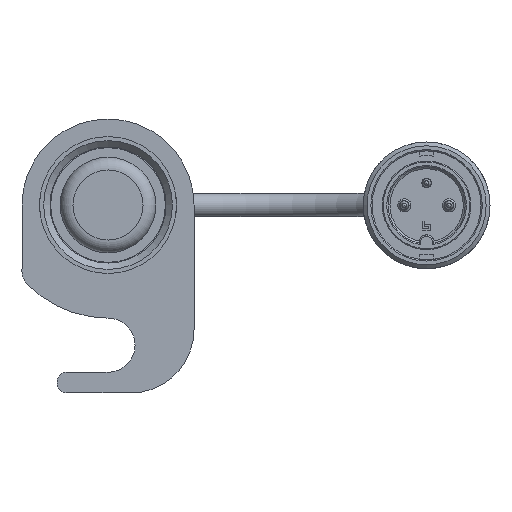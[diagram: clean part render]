
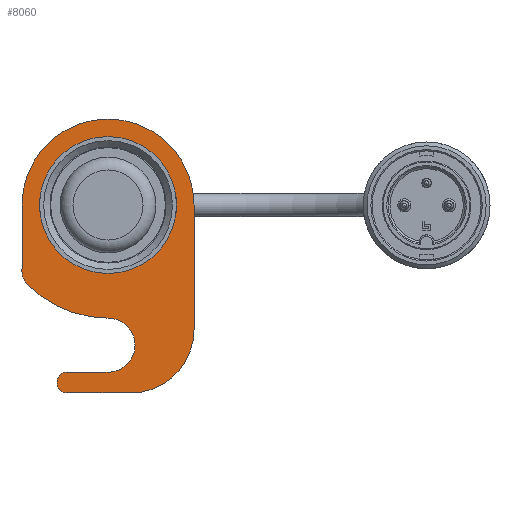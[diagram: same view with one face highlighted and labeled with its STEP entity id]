
A CAD part, left-side view. The second image highlights one B-rep face of the part: STEP entity #8060.
In plain terms, the highlighted planar face has unit normal (-1, 0, 0).
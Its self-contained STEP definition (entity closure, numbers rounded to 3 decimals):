
#710=LINE('',#13915,#1394);
#714=LINE('',#13927,#1398);
#718=LINE('',#13939,#1402);
#722=LINE('',#13951,#1406);
#726=LINE('',#13962,#1410);
#1394=VECTOR('',#11095,10.);
#1398=VECTOR('',#11107,10.);
#1402=VECTOR('',#11119,10.);
#1406=VECTOR('',#11131,10.);
#1410=VECTOR('',#11143,10.);
#1774=PLANE('',#8877);
#1872=FACE_BOUND('',#2809,.T.);
#2296=FACE_OUTER_BOUND('',#2808,.T.);
#2808=EDGE_LOOP('',(#7134,#7135,#7136,#7137,#7138,#7139,#7140,#7141,#7142,
#7143,#7144,#7145));
#2809=EDGE_LOOP('',(#7146));
#3171=CIRCLE('',#8850,10.75);
#3172=CIRCLE('',#8852,3.);
#3174=CIRCLE('',#8855,17.75);
#3176=CIRCLE('',#8858,4.25);
#3178=CIRCLE('',#8862,1.5);
#3180=CIRCLE('',#8866,1.5);
#3182=CIRCLE('',#8870,10.);
#3184=CIRCLE('',#8874,13.5);
#3898=VERTEX_POINT('',#13890);
#3899=VERTEX_POINT('',#13893);
#3900=VERTEX_POINT('',#13894);
#3903=VERTEX_POINT('',#13902);
#3905=VERTEX_POINT('',#13908);
#3907=VERTEX_POINT('',#13914);
#3909=VERTEX_POINT('',#13920);
#3911=VERTEX_POINT('',#13926);
#3913=VERTEX_POINT('',#13932);
#3915=VERTEX_POINT('',#13938);
#3917=VERTEX_POINT('',#13944);
#3919=VERTEX_POINT('',#13950);
#3921=VERTEX_POINT('',#13956);
#4965=EDGE_CURVE('',#3898,#3898,#3171,.T.);
#4966=EDGE_CURVE('',#3899,#3900,#3172,.T.);
#4970=EDGE_CURVE('',#3900,#3903,#3174,.T.);
#4973=EDGE_CURVE('',#3903,#3905,#3176,.T.);
#4976=EDGE_CURVE('',#3905,#3907,#710,.T.);
#4979=EDGE_CURVE('',#3907,#3909,#3178,.T.);
#4982=EDGE_CURVE('',#3909,#3911,#714,.T.);
#4985=EDGE_CURVE('',#3911,#3913,#3180,.T.);
#4988=EDGE_CURVE('',#3913,#3915,#718,.T.);
#4991=EDGE_CURVE('',#3915,#3917,#3182,.T.);
#4994=EDGE_CURVE('',#3917,#3919,#722,.T.);
#4997=EDGE_CURVE('',#3919,#3921,#3184,.T.);
#5000=EDGE_CURVE('',#3921,#3899,#726,.T.);
#7134=ORIENTED_EDGE('',*,*,#5000,.T.);
#7135=ORIENTED_EDGE('',*,*,#4966,.T.);
#7136=ORIENTED_EDGE('',*,*,#4970,.T.);
#7137=ORIENTED_EDGE('',*,*,#4973,.T.);
#7138=ORIENTED_EDGE('',*,*,#4976,.T.);
#7139=ORIENTED_EDGE('',*,*,#4979,.T.);
#7140=ORIENTED_EDGE('',*,*,#4982,.T.);
#7141=ORIENTED_EDGE('',*,*,#4985,.T.);
#7142=ORIENTED_EDGE('',*,*,#4988,.T.);
#7143=ORIENTED_EDGE('',*,*,#4991,.T.);
#7144=ORIENTED_EDGE('',*,*,#4994,.T.);
#7145=ORIENTED_EDGE('',*,*,#4997,.T.);
#7146=ORIENTED_EDGE('',*,*,#4965,.T.);
#8060=ADVANCED_FACE('',(#2296,#1872),#1774,.T.);
#8850=AXIS2_PLACEMENT_3D('',#13891,#11069,#11070);
#8852=AXIS2_PLACEMENT_3D('',#13895,#11073,#11074);
#8855=AXIS2_PLACEMENT_3D('',#13903,#11081,#11082);
#8858=AXIS2_PLACEMENT_3D('',#13909,#11088,#11089);
#8862=AXIS2_PLACEMENT_3D('',#13921,#11100,#11101);
#8866=AXIS2_PLACEMENT_3D('',#13933,#11112,#11113);
#8870=AXIS2_PLACEMENT_3D('',#13945,#11124,#11125);
#8874=AXIS2_PLACEMENT_3D('',#13957,#11136,#11137);
#8877=AXIS2_PLACEMENT_3D('',#13964,#11145,#11146);
#11069=DIRECTION('center_axis',(1.,0.,0.));
#11070=DIRECTION('ref_axis',(0.,-1.,0.));
#11073=DIRECTION('center_axis',(-1.,0.,0.));
#11074=DIRECTION('ref_axis',(0.,1.,0.));
#11081=DIRECTION('center_axis',(-1.,0.,0.));
#11082=DIRECTION('ref_axis',(0.,0.712,-0.702));
#11088=DIRECTION('center_axis',(1.,0.,0.));
#11089=DIRECTION('ref_axis',(0.,0.,
1.));
#11095=DIRECTION('',(0.,1.,0.));
#11100=DIRECTION('center_axis',(-1.,0.,0.));
#11101=DIRECTION('ref_axis',(0.,0.,
1.));
#11107=DIRECTION('',(0.,0.,-1.));
#11112=DIRECTION('center_axis',(-1.,0.,0.));
#11113=DIRECTION('ref_axis',(0.,1.,0.));
#11119=DIRECTION('',(0.,-1.,0.));
#11124=DIRECTION('center_axis',(-1.,0.,0.));
#11125=DIRECTION('ref_axis',(0.,0.,
-1.));
#11131=DIRECTION('',(0.,0.,1.));
#11136=DIRECTION('center_axis',(-1.,0.,0.));
#11137=DIRECTION('ref_axis',(0.,-1.,0.));
#11143=DIRECTION('',(0.,0.,-1.));
#11145=DIRECTION('center_axis',(-1.,0.,0.));
#11146=DIRECTION('ref_axis',(0.,-1.,0.));
#13890=CARTESIAN_POINT('',(-36.5,10.75,0.));
#13891=CARTESIAN_POINT('Origin',(-36.5,0.,
0.));
#13893=CARTESIAN_POINT('',(-36.5,13.5,-10.359));
#13894=CARTESIAN_POINT('',(-36.5,12.636,-12.466));
#13895=CARTESIAN_POINT('Origin',(-36.5,10.5,-10.359));
#13902=CARTESIAN_POINT('',(-36.5,0.,-17.75));
#13903=CARTESIAN_POINT('Origin',(-36.5,0.,
0.));
#13908=CARTESIAN_POINT('',(-36.5,0.,-26.25));
#13909=CARTESIAN_POINT('Origin',(-36.5,0.,
-22.));
#13914=CARTESIAN_POINT('',(-36.5,6.5,-26.25));
#13915=CARTESIAN_POINT('',(-36.5,0.,-26.25));
#13920=CARTESIAN_POINT('',(-36.5,8.,-27.75));
#13921=CARTESIAN_POINT('Origin',(-36.5,6.5,-27.75));
#13926=CARTESIAN_POINT('',(-36.5,8.,-28.));
#13927=CARTESIAN_POINT('',(-36.5,8.,-27.75));
#13932=CARTESIAN_POINT('',(-36.5,6.5,-29.5));
#13933=CARTESIAN_POINT('Origin',(-36.5,6.5,-28.));
#13938=CARTESIAN_POINT('',(-36.5,-3.5,-29.5));
#13939=CARTESIAN_POINT('',(-36.5,6.5,-29.5));
#13944=CARTESIAN_POINT('',(-36.5,-13.5,-19.5));
#13945=CARTESIAN_POINT('Origin',(-36.5,-3.5,-19.5));
#13950=CARTESIAN_POINT('',(-36.5,-13.5,0.));
#13951=CARTESIAN_POINT('',(-36.5,-13.5,-19.5));
#13956=CARTESIAN_POINT('',(-36.5,13.5,0.));
#13957=CARTESIAN_POINT('Origin',(-36.5,0.,
0.));
#13962=CARTESIAN_POINT('',(-36.5,13.5,0.));
#13964=CARTESIAN_POINT('Origin',(-36.5,-0.937,-10.814));
